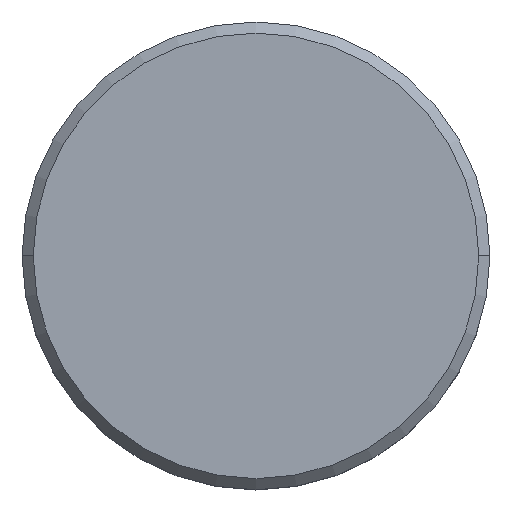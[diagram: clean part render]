
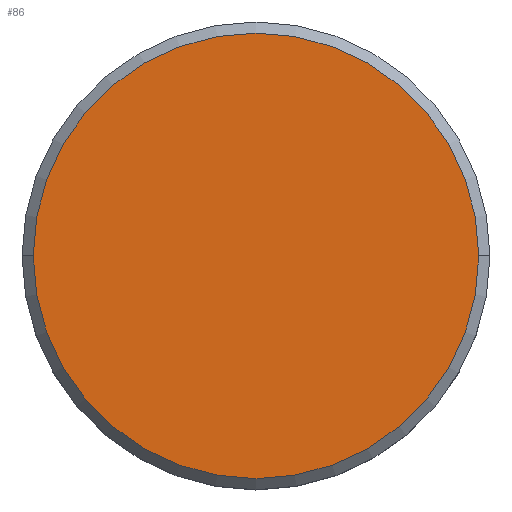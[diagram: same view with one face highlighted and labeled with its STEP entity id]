
A CAD part, top view. The second image highlights one B-rep face of the part: STEP entity #86.
In plain terms, the highlighted planar face has unit normal (0, 0, 1).
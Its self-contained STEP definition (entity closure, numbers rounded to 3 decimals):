
#62 = DIRECTION ( 'NONE',  ( 0., 0., 1. ) ) ;
#86 = ADVANCED_FACE ( 'NONE', ( #396 ), #437, .T. ) ;
#89 = CIRCLE ( 'NONE', #493, 10. ) ;
#91 = ORIENTED_EDGE ( 'NONE', *, *, #257, .T. ) ;
#106 = DIRECTION ( 'NONE',  ( 0., 0., 1. ) ) ;
#134 = VERTEX_POINT ( 'NONE', #250 ) ;
#162 = DIRECTION ( 'NONE',  ( 0., 0., 1. ) ) ;
#213 = ORIENTED_EDGE ( 'NONE', *, *, #277, .T. ) ;
#228 = VERTEX_POINT ( 'NONE', #509 ) ;
#233 = CIRCLE ( 'NONE', #282, 10. ) ;
#250 = CARTESIAN_POINT ( 'NONE',  ( -10., 0., 0. ) ) ;
#257 = EDGE_CURVE ( 'NONE', #228, #134, #89, .T. ) ;
#270 = AXIS2_PLACEMENT_3D ( 'NONE', #308, #162, #469 ) ;
#277 = EDGE_CURVE ( 'NONE', #134, #228, #233, .T. ) ;
#282 = AXIS2_PLACEMENT_3D ( 'NONE', #417, #106, #292 ) ;
#292 = DIRECTION ( 'NONE',  ( 1., 0., 0. ) ) ;
#308 = CARTESIAN_POINT ( 'NONE',  ( 0., 0., 0. ) ) ;
#396 = FACE_OUTER_BOUND ( 'NONE', #420, .T. ) ;
#417 = CARTESIAN_POINT ( 'NONE',  ( 0., 0., 0. ) ) ;
#420 = EDGE_LOOP ( 'NONE', ( #213, #91 ) ) ;
#437 = PLANE ( 'NONE',  #270 ) ;
#469 = DIRECTION ( 'NONE',  ( 1., 0., 0. ) ) ;
#493 = AXIS2_PLACEMENT_3D ( 'NONE', #511, #62, #560 ) ;
#509 = CARTESIAN_POINT ( 'NONE',  ( 10., 0., 0. ) ) ;
#511 = CARTESIAN_POINT ( 'NONE',  ( 0., 0., 0. ) ) ;
#560 = DIRECTION ( 'NONE',  ( 1., 0., 0. ) ) ;
